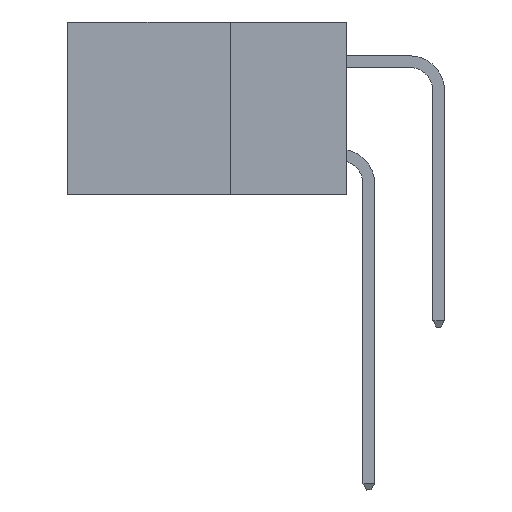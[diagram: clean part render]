
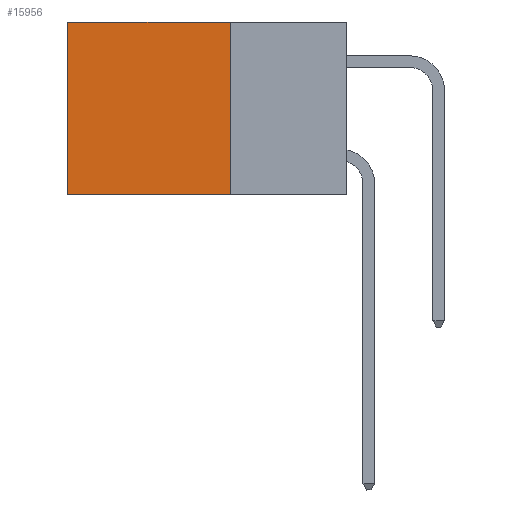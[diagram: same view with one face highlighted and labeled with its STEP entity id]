
A CAD part, left-side view. The second image highlights one B-rep face of the part: STEP entity #15956.
In plain terms, the highlighted planar face has unit normal (-1, 0, 0).
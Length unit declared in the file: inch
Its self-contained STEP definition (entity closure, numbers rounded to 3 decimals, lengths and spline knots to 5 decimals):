
#26 = EDGE_CURVE ( 'NONE', #17783, #13793, #29814, .T. ) ;
#682 = CARTESIAN_POINT ( 'NONE',  ( 0.2875, 0.25, 0. ) ) ;
#1874 = ORIENTED_EDGE ( 'NONE', *, *, #33604, .T. ) ;
#1916 = DIRECTION ( 'NONE',  ( 1., 0., 0. ) ) ;
#8467 = DIRECTION ( 'NONE',  ( 0., 0., -1. ) ) ;
#9198 = EDGE_LOOP ( 'NONE', ( #1874, #17042, #11743, #24748 ) ) ;
#9238 = VERTEX_POINT ( 'NONE', #16727 ) ;
#9931 = VECTOR ( 'NONE', #14830, 39.37008 ) ;
#11743 = ORIENTED_EDGE ( 'NONE', *, *, #30740, .F. ) ;
#12447 = LINE ( 'NONE', #34589, #19307 ) ;
#13793 = VERTEX_POINT ( 'NONE', #20628 ) ;
#14830 = DIRECTION ( 'NONE',  ( 0., 1., 0. ) ) ;
#15956 = ADVANCED_FACE ( 'NONE', ( #18576 ), #21380, .F. ) ;
#16050 = VERTEX_POINT ( 'NONE', #18591 ) ;
#16727 = CARTESIAN_POINT ( 'NONE',  ( 0.2875, 0.25, 0. ) ) ;
#17042 = ORIENTED_EDGE ( 'NONE', *, *, #26, .F. ) ;
#17783 = VERTEX_POINT ( 'NONE', #18942 ) ;
#18576 = FACE_OUTER_BOUND ( 'NONE', #9198, .T. ) ;
#18591 = CARTESIAN_POINT ( 'NONE',  ( 0.2875, 0.6, 0. ) ) ;
#18942 = CARTESIAN_POINT ( 'NONE',  ( 0.2875, 0.25, -0.37 ) ) ;
#19307 = VECTOR ( 'NONE', #23582, 39.37008 ) ;
#20037 = DIRECTION ( 'NONE',  ( 0., 1., 0. ) ) ;
#20628 = CARTESIAN_POINT ( 'NONE',  ( 0.2875, 0.6, -0.37 ) ) ;
#21380 = PLANE ( 'NONE',  #22219 ) ;
#21487 = CARTESIAN_POINT ( 'NONE',  ( 0.2875, 0.25, 0. ) ) ;
#22219 = AXIS2_PLACEMENT_3D ( 'NONE', #21487, #1916, #32461 ) ;
#23582 = DIRECTION ( 'NONE',  ( 0., 0., -1. ) ) ;
#24711 = LINE ( 'NONE', #33330, #25123 ) ;
#24748 = ORIENTED_EDGE ( 'NONE', *, *, #33838, .T. ) ;
#25123 = VECTOR ( 'NONE', #8467, 39.37008 ) ;
#28689 = CARTESIAN_POINT ( 'NONE',  ( 0.2875, 0.25, -0.37 ) ) ;
#29814 = LINE ( 'NONE', #28689, #9931 ) ;
#30740 = EDGE_CURVE ( 'NONE', #9238, #17783, #12447, .T. ) ;
#32461 = DIRECTION ( 'NONE',  ( 0., 0., -1. ) ) ;
#32909 = LINE ( 'NONE', #682, #35549 ) ;
#33330 = CARTESIAN_POINT ( 'NONE',  ( 0.2875, 0.6, 0. ) ) ;
#33604 = EDGE_CURVE ( 'NONE', #16050, #13793, #24711, .T. ) ;
#33838 = EDGE_CURVE ( 'NONE', #9238, #16050, #32909, .T. ) ;
#34589 = CARTESIAN_POINT ( 'NONE',  ( 0.2875, 0.25, 0. ) ) ;
#35549 = VECTOR ( 'NONE', #20037, 39.37008 ) ;
